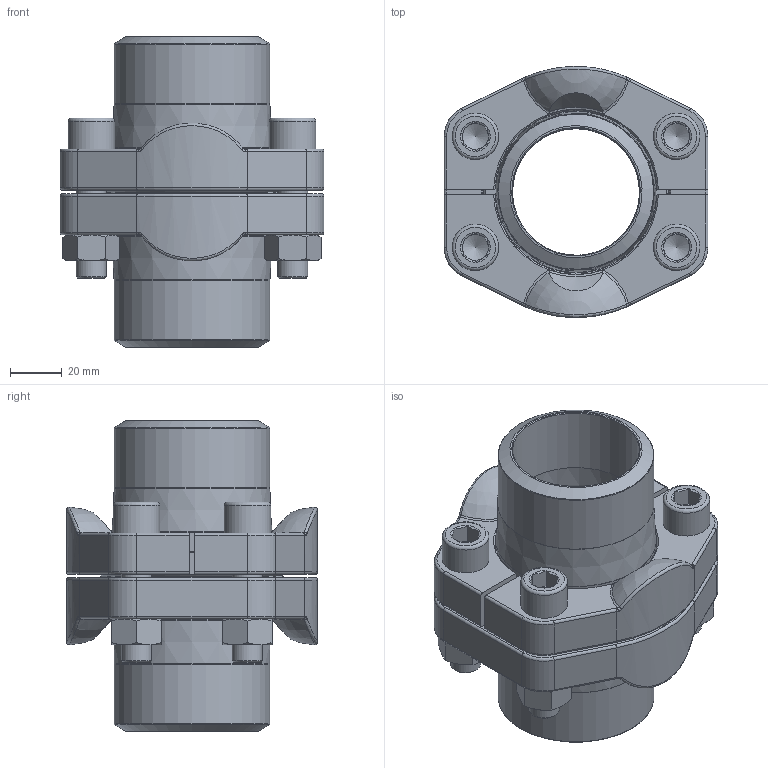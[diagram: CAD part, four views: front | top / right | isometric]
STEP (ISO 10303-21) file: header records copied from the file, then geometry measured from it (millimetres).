
FILE_DESCRIPTION(/* description */ (''),/* implementation_level */ '2;1');
FILE_NAME(/* name */ 'AFK51-328.stp',/* time_stamp */ '2025-01-15T08:41:29+01:00',/* author */ (''),/* organization */ (''),/* preprocessor_version */ 'ST-DEVELOPER v16',/* originating_system */ 'SIEMENS PLM Software NX 10.0',/* authorisation */ '');
FILE_SCHEMA (('AUTOMOTIVE_DESIGN { 1 0 10303 214 3 1 1 1 }'));
Length unit declared in the file: millimetre
Products named in the file (9): X-AFH51-3_einzel; X-AFK51-3; X-AFV51-3; X-FM12; X-M12x50I; X-O56; X-AFA51-3; X-AFH51-3; AFK51-3
Assembly tree (15 placements, depth 3):
  AFK51-3
    X-AFH51-3
      X-AFH51-3_einzel  x2
    X-AFA51-3
    X-O56
    X-M12x50I  x4
    X-FM12  x4
    X-AFV51-3
    X-AFK51-3
Bounding box: 102 x 97 x 120 mm (x, y, z)
Volume: 313396.6 mm3; surface area: 113124.6 mm2
Topology: 14 solids, 14 shells, 419 faces, 907 edges, 523 vertices
Faces by surface type: cone 135, plane 127, cylinder 78, torus 59, bspline 15, sphere 4, revolution 1
Full cylindrical faces by diameter (mm): 10.344 x4, 11.701 x4, 13 x8, 18 x4, 49.1 x2, 51 x2, 56 x1, 60.3 x2, 62 x2, 62.75 x1, 63.766 x1, 71.4 x2, 72.25 x1
Entity records: 6289 total; most frequent: CARTESIAN_POINT 1603, DIRECTION 997, ORIENTED_EDGE 792, AXIS2_PLACEMENT_3D 451, EDGE_CURVE 396, EDGE_LOOP 310, VERTEX_POINT 268, CIRCLE 230
